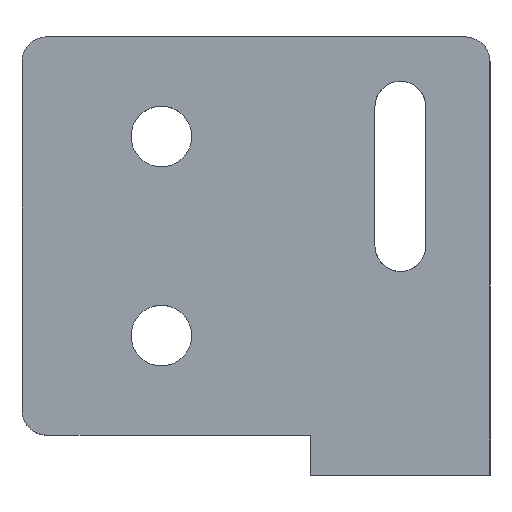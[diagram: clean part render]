
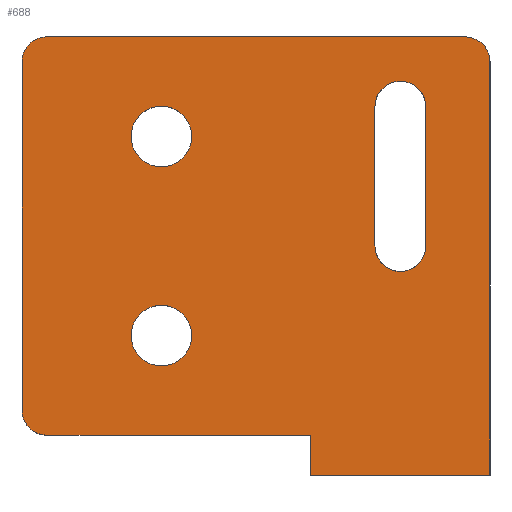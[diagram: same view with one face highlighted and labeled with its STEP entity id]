
A CAD part, top view. The second image highlights one B-rep face of the part: STEP entity #688.
In plain terms, the highlighted planar face has unit normal (0, 0, 1).
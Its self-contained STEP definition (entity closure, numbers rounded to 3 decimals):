
#296=CARTESIAN_POINT('',(270.5,533.5,615.));
#297=VERTEX_POINT('',#296);
#304=CARTESIAN_POINT('',(312.5,533.5,615.));
#305=VERTEX_POINT('',#304);
#306=CARTESIAN_POINT('',(270.5,533.5,615.));
#307=DIRECTION('',(1.,0.,0.));
#308=VECTOR('',#307,42.);
#309=LINE('',#306,#308);
#310=EDGE_CURVE('',#297,#305,#309,.T.);
#344=CARTESIAN_POINT('',(308.55,526.5,615.));
#345=VERTEX_POINT('',#344);
#352=CARTESIAN_POINT('',(303.45,526.5,615.));
#353=VERTEX_POINT('',#352);
#354=CARTESIAN_POINT('',(306.,526.5,615.));
#355=DIRECTION('',(0.,0.,-1.));
#356=DIRECTION('',(-1.,0.,0.));
#357=AXIS2_PLACEMENT_3D('',#354,#355,#356);
#358=CIRCLE('',#357,2.55);
#359=EDGE_CURVE('',#353,#345,#358,.T.);
#384=CARTESIAN_POINT('',(303.45,512.5,615.));
#385=VERTEX_POINT('',#384);
#386=CARTESIAN_POINT('',(303.45,512.5,615.));
#387=DIRECTION('',(0.,1.,-0.));
#388=VECTOR('',#387,14.);
#389=LINE('',#386,#388);
#390=EDGE_CURVE('',#385,#353,#389,.T.);
#415=CARTESIAN_POINT('',(308.55,512.5,615.));
#416=VERTEX_POINT('',#415);
#423=CARTESIAN_POINT('',(308.55,512.5,615.));
#424=DIRECTION('',(0.,1.,-0.));
#425=VECTOR('',#424,14.);
#426=LINE('',#423,#425);
#427=EDGE_CURVE('',#416,#345,#426,.T.);
#445=CARTESIAN_POINT('',(306.,512.5,615.));
#446=DIRECTION('',(0.,-0.,1.));
#447=DIRECTION('',(-1.,0.,0.));
#448=AXIS2_PLACEMENT_3D('',#445,#446,#447);
#449=CIRCLE('',#448,2.55);
#450=EDGE_CURVE('',#385,#416,#449,.T.);
#461=CARTESIAN_POINT('',(297.,489.5,615.));
#462=VERTEX_POINT('',#461);
#463=CARTESIAN_POINT('',(297.,493.5,615.));
#464=VERTEX_POINT('',#463);
#465=CARTESIAN_POINT('',(297.,489.5,615.));
#466=DIRECTION('',(0.,1.,0.));
#467=VECTOR('',#466,4.);
#468=LINE('',#465,#467);
#469=EDGE_CURVE('',#462,#464,#468,.T.);
#492=CARTESIAN_POINT('',(270.5,493.5,615.));
#493=VERTEX_POINT('',#492);
#494=CARTESIAN_POINT('',(270.5,493.5,615.));
#495=DIRECTION('',(1.,0.,0.));
#496=VECTOR('',#495,26.5);
#497=LINE('',#494,#496);
#498=EDGE_CURVE('',#493,#464,#497,.T.);
#516=CARTESIAN_POINT('',(315.,489.5,615.));
#517=VERTEX_POINT('',#516);
#525=CARTESIAN_POINT('',(315.,531.,615.));
#526=VERTEX_POINT('',#525);
#533=CARTESIAN_POINT('',(315.,489.5,615.));
#534=DIRECTION('',(0.,1.,0.));
#535=VECTOR('',#534,41.5);
#536=LINE('',#533,#535);
#537=EDGE_CURVE('',#517,#526,#536,.T.);
#571=CARTESIAN_POINT('',(297.,489.5,615.));
#572=DIRECTION('',(1.,0.,0.));
#573=VECTOR('',#572,18.);
#574=LINE('',#571,#573);
#575=EDGE_CURVE('',#462,#517,#574,.T.);
#581=CARTESIAN_POINT('',(291.,513.5,615.));
#582=DIRECTION('',(0.,0.,-1.));
#583=DIRECTION('',(1.,0.,0.));
#584=AXIS2_PLACEMENT_3D('',#581,#582,#583);
#585=PLANE('',#584);
#586=CARTESIAN_POINT('',(278.95,523.5,615.));
#587=VERTEX_POINT('',#586);
#588=CARTESIAN_POINT('',(285.05,523.5,615.));
#589=VERTEX_POINT('',#588);
#590=CARTESIAN_POINT('',(282.,523.5,615.));
#591=DIRECTION('',(0.,0.,-1.));
#592=DIRECTION('',(-1.,0.,0.));
#593=AXIS2_PLACEMENT_3D('',#590,#591,#592);
#594=CIRCLE('',#593,3.05);
#595=EDGE_CURVE('',#587,#589,#594,.T.);
#596=ORIENTED_EDGE('',*,*,#595,.T.);
#597=CARTESIAN_POINT('',(282.,523.5,615.));
#598=DIRECTION('',(0.,0.,-1.));
#599=DIRECTION('',(-1.,0.,0.));
#600=AXIS2_PLACEMENT_3D('',#597,#598,#599);
#601=CIRCLE('',#600,3.05);
#602=EDGE_CURVE('',#589,#587,#601,.T.);
#603=ORIENTED_EDGE('',*,*,#602,.T.);
#604=EDGE_LOOP('',(#596,#603));
#605=FACE_BOUND('',#604,.T.);
#606=CARTESIAN_POINT('',(278.95,503.5,615.));
#607=VERTEX_POINT('',#606);
#608=CARTESIAN_POINT('',(285.05,503.5,615.));
#609=VERTEX_POINT('',#608);
#610=CARTESIAN_POINT('',(282.,503.5,615.));
#611=DIRECTION('',(0.,0.,-1.));
#612=DIRECTION('',(-1.,0.,0.));
#613=AXIS2_PLACEMENT_3D('',#610,#611,#612);
#614=CIRCLE('',#613,3.05);
#615=EDGE_CURVE('',#607,#609,#614,.T.);
#616=ORIENTED_EDGE('',*,*,#615,.T.);
#617=CARTESIAN_POINT('',(282.,503.5,615.));
#618=DIRECTION('',(0.,0.,-1.));
#619=DIRECTION('',(-1.,0.,0.));
#620=AXIS2_PLACEMENT_3D('',#617,#618,#619);
#621=CIRCLE('',#620,3.05);
#622=EDGE_CURVE('',#609,#607,#621,.T.);
#623=ORIENTED_EDGE('',*,*,#622,.T.);
#624=EDGE_LOOP('',(#616,#623));
#625=FACE_BOUND('',#624,.T.);
#626=ORIENTED_EDGE('',*,*,#575,.T.);
#627=ORIENTED_EDGE('',*,*,#537,.T.);
#628=CARTESIAN_POINT('',(312.5,531.,615.));
#629=DIRECTION('',(0.,0.,-1.));
#630=DIRECTION('',(-1.,0.,0.));
#631=AXIS2_PLACEMENT_3D('',#628,#629,#630);
#632=CIRCLE('',#631,2.5);
#633=EDGE_CURVE('',#305,#526,#632,.T.);
#634=ORIENTED_EDGE('',*,*,#633,.F.);
#635=ORIENTED_EDGE('',*,*,#310,.F.);
#636=CARTESIAN_POINT('',(268.732,532.768,615.));
#637=VERTEX_POINT('',#636);
#638=CARTESIAN_POINT('',(270.5,531.,615.));
#639=DIRECTION('',(0.,-0.,1.));
#640=DIRECTION('',(-1.,0.,0.));
#641=AXIS2_PLACEMENT_3D('',#638,#639,#640);
#642=CIRCLE('',#641,2.5);
#643=EDGE_CURVE('',#297,#637,#642,.T.);
#644=ORIENTED_EDGE('',*,*,#643,.T.);
#645=CARTESIAN_POINT('',(268.,531.,615.));
#646=VERTEX_POINT('',#645);
#647=CARTESIAN_POINT('',(270.5,531.,615.));
#648=DIRECTION('',(0.,-0.,1.));
#649=DIRECTION('',(-1.,0.,0.));
#650=AXIS2_PLACEMENT_3D('',#647,#648,#649);
#651=CIRCLE('',#650,2.5);
#652=EDGE_CURVE('',#637,#646,#651,.T.);
#653=ORIENTED_EDGE('',*,*,#652,.T.);
#654=CARTESIAN_POINT('',(268.,496.,615.));
#655=VERTEX_POINT('',#654);
#656=CARTESIAN_POINT('',(268.,496.,615.));
#657=DIRECTION('',(0.,1.,0.));
#658=VECTOR('',#657,35.);
#659=LINE('',#656,#658);
#660=EDGE_CURVE('',#655,#646,#659,.T.);
#661=ORIENTED_EDGE('',*,*,#660,.F.);
#662=CARTESIAN_POINT('',(268.732,494.232,615.));
#663=VERTEX_POINT('',#662);
#664=CARTESIAN_POINT('',(270.5,496.,615.));
#665=DIRECTION('',(0.,-0.,1.));
#666=DIRECTION('',(-1.,0.,0.));
#667=AXIS2_PLACEMENT_3D('',#664,#665,#666);
#668=CIRCLE('',#667,2.5);
#669=EDGE_CURVE('',#655,#663,#668,.T.);
#670=ORIENTED_EDGE('',*,*,#669,.T.);
#671=CARTESIAN_POINT('',(270.5,496.,615.));
#672=DIRECTION('',(0.,-0.,1.));
#673=DIRECTION('',(-1.,0.,0.));
#674=AXIS2_PLACEMENT_3D('',#671,#672,#673);
#675=CIRCLE('',#674,2.5);
#676=EDGE_CURVE('',#663,#493,#675,.T.);
#677=ORIENTED_EDGE('',*,*,#676,.T.);
#678=ORIENTED_EDGE('',*,*,#498,.T.);
#679=ORIENTED_EDGE('',*,*,#469,.F.);
#680=EDGE_LOOP('',(#626,#627,#634,#635,#644,#653,#661,#670,#677,#678,#679));
#681=FACE_BOUND('',#680,.T.);
#682=ORIENTED_EDGE('',*,*,#390,.T.);
#683=ORIENTED_EDGE('',*,*,#359,.T.);
#684=ORIENTED_EDGE('',*,*,#427,.F.);
#685=ORIENTED_EDGE('',*,*,#450,.F.);
#686=EDGE_LOOP('',(#682,#683,#684,#685));
#687=FACE_BOUND('',#686,.T.);
#688=ADVANCED_FACE('',(#605,#625,#681,#687),#585,.F.);
